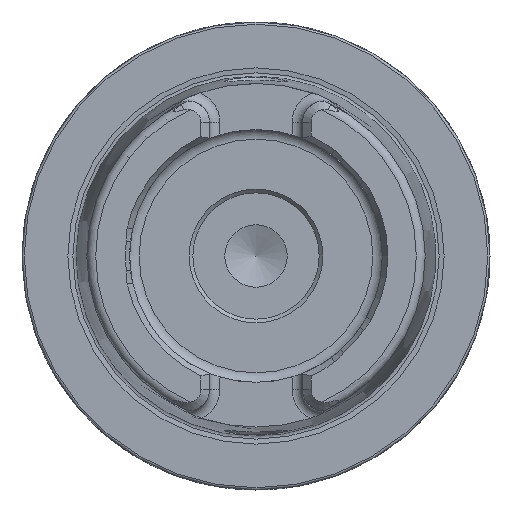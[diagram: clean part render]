
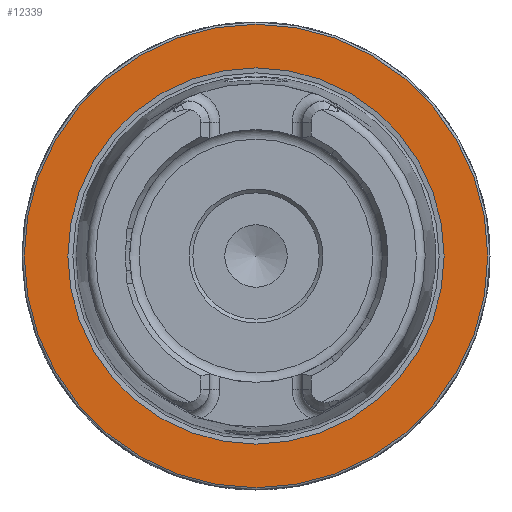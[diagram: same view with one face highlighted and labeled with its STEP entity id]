
A CAD part, left-side view. The second image highlights one B-rep face of the part: STEP entity #12339.
In plain terms, the highlighted planar face has unit normal (-1, 0, 0).
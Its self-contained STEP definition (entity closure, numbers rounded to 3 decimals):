
#1645 = CARTESIAN_POINT ( 'NONE',  ( -102.15, 31.2, 0. ) ) ;
#1917 = CIRCLE ( 'NONE', #2564, 31.2 ) ;
#2564 = AXIS2_PLACEMENT_3D ( 'NONE', #22283, #20260, #26745 ) ;
#2594 = AXIS2_PLACEMENT_3D ( 'NONE', #1645, #12727, #15001 ) ;
#6726 = CIRCLE ( 'NONE', #12897, 25.324 ) ;
#7342 = VERTEX_POINT ( 'NONE', #25708 ) ;
#8064 = EDGE_LOOP ( 'NONE', ( #9847 ) ) ;
#9847 = ORIENTED_EDGE ( 'NONE', *, *, #27822, .T. ) ;
#12339 = ADVANCED_FACE ( 'NONE', ( #24062, #21982 ), #23613, .F. ) ;
#12727 = DIRECTION ( 'NONE',  ( 1., 0., 0. ) ) ;
#12773 = CARTESIAN_POINT ( 'NONE',  ( -102.15, 0., 31.2 ) ) ;
#12897 = AXIS2_PLACEMENT_3D ( 'NONE', #26707, #22338, #13734 ) ;
#13734 = DIRECTION ( 'NONE',  ( 0., 0., 1. ) ) ;
#15001 = DIRECTION ( 'NONE',  ( 0., 0., -1. ) ) ;
#20121 = EDGE_LOOP ( 'NONE', ( #23586 ) ) ;
#20260 = DIRECTION ( 'NONE',  ( -1., 0., 0. ) ) ;
#20690 = VERTEX_POINT ( 'NONE', #12773 ) ;
#21982 = FACE_OUTER_BOUND ( 'NONE', #8064, .T. ) ;
#22283 = CARTESIAN_POINT ( 'NONE',  ( -102.15, 0., 0. ) ) ;
#22338 = DIRECTION ( 'NONE',  ( -1., 0., 0. ) ) ;
#23586 = ORIENTED_EDGE ( 'NONE', *, *, #28381, .F. ) ;
#23613 = PLANE ( 'NONE',  #2594 ) ;
#24062 = FACE_BOUND ( 'NONE', #20121, .T. ) ;
#25708 = CARTESIAN_POINT ( 'NONE',  ( -102.15, 0., 25.324 ) ) ;
#26707 = CARTESIAN_POINT ( 'NONE',  ( -102.15, 0., 0. ) ) ;
#26745 = DIRECTION ( 'NONE',  ( 0., 0., 1. ) ) ;
#27822 = EDGE_CURVE ( 'NONE', #20690, #20690, #1917, .T. ) ;
#28381 = EDGE_CURVE ( 'NONE', #7342, #7342, #6726, .T. ) ;
